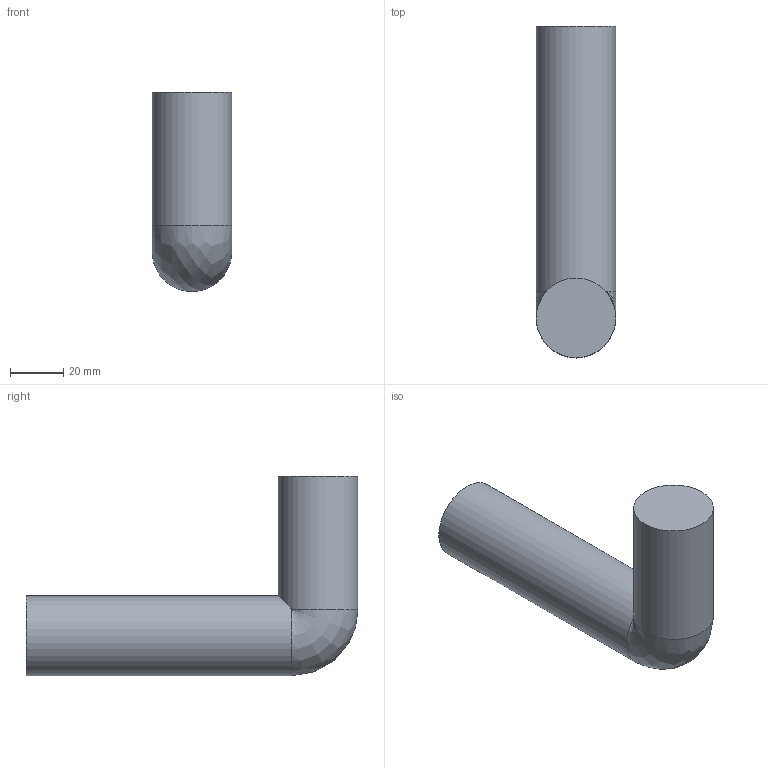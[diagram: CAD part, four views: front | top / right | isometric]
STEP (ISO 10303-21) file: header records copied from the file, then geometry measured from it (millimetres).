
FILE_DESCRIPTION(('FreeCAD Model'),'2;1');
FILE_NAME( 'SimpleBend.step', '2016-07-21T16:54:00',('Author'),(''), 'Open CASCADE STEP processor 6.8','FreeCAD','Unknown');
FILE_SCHEMA(('AUTOMOTIVE_DESIGN_CC2 { 1 2 10303 214 -1 1 5 4 }'));
Length unit declared in the file: millimetre
Products named in the file (2): ASSEMBLY; SimpleBend
Assembly tree (1 placements, depth 2):
  ASSEMBLY
    SimpleBend
Bounding box: 30 x 125 x 75 mm (x, y, z)
Volume: 117132.1 mm3; surface area: 17290.4 mm2
Topology: 1 solids, 1 shells, 5 faces, 7 edges, 4 vertices
Faces by surface type: cylinder 2, plane 2, revolution 1
Full cylindrical faces by diameter (mm): 30 x2
Entity records: 245 total; most frequent: CARTESIAN_POINT 50, DIRECTION 34, ORIENTED_EDGE 14, PCURVE 14, DEFINITIONAL_REPRESENTATION 14, AXIS2_PLACEMENT_3D 12, LINE 9, VECTOR 9
